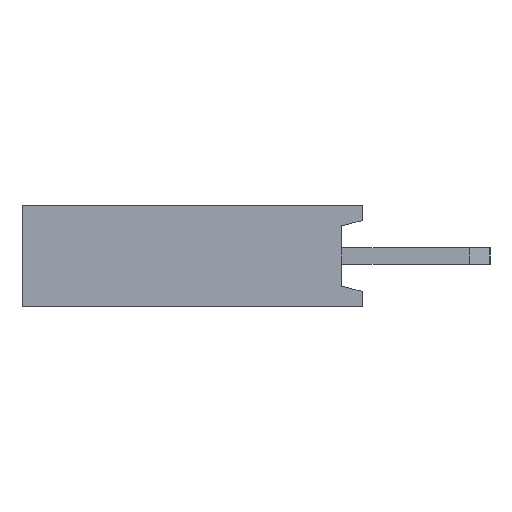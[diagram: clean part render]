
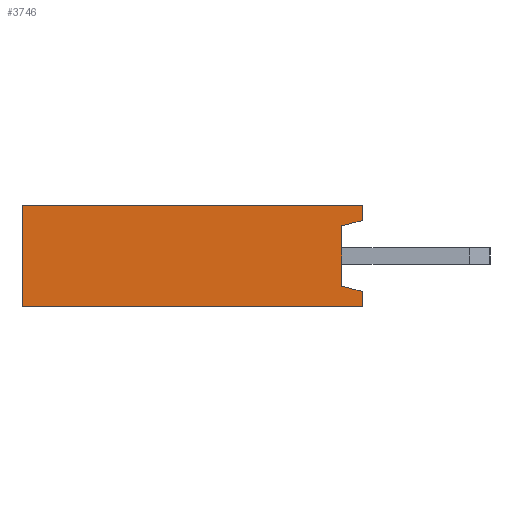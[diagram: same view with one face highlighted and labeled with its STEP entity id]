
A CAD part, left-side view. The second image highlights one B-rep face of the part: STEP entity #3746.
In plain terms, the highlighted planar face has unit normal (-1, 0, 0).
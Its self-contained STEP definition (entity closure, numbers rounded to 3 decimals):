
#13 = CARTESIAN_POINT ( 'NONE',  ( -18.034, 0., 0.889 ) ) ;
#169 = EDGE_CURVE ( 'NONE', #4155, #5660, #1489, .T. ) ;
#362 = CARTESIAN_POINT ( 'NONE',  ( -18.034, 0., -1.27 ) ) ;
#373 = VERTEX_POINT ( 'NONE', #3701 ) ;
#385 = ORIENTED_EDGE ( 'NONE', *, *, #7416, .T. ) ;
#523 = CARTESIAN_POINT ( 'NONE',  ( -18.034, 0.508, -0.753 ) ) ;
#663 = VERTEX_POINT ( 'NONE', #713 ) ;
#713 = CARTESIAN_POINT ( 'NONE',  ( -18.034, 0., 1.27 ) ) ;
#874 = DIRECTION ( 'NONE',  ( -1., 0., 0. ) ) ;
#995 = VERTEX_POINT ( 'NONE', #7267 ) ;
#1023 = VECTOR ( 'NONE', #4334, 1000. ) ;
#1047 = ORIENTED_EDGE ( 'NONE', *, *, #1048, .T. ) ;
#1048 = EDGE_CURVE ( 'NONE', #4716, #2120, #5605, .T. ) ;
#1093 = ORIENTED_EDGE ( 'NONE', *, *, #8166, .T. ) ;
#1130 = DIRECTION ( 'NONE',  ( 0., 1., 0. ) ) ;
#1389 = LINE ( 'NONE', #5937, #3546 ) ;
#1450 = VECTOR ( 'NONE', #1687, 1000. ) ;
#1489 = LINE ( 'NONE', #1890, #4048 ) ;
#1687 = DIRECTION ( 'NONE',  ( 0., 0., 1. ) ) ;
#1765 = CARTESIAN_POINT ( 'NONE',  ( -18.034, 8.509, 1.27 ) ) ;
#1839 = CARTESIAN_POINT ( 'NONE',  ( -18.034, 8.509, -1.27 ) ) ;
#1890 = CARTESIAN_POINT ( 'NONE',  ( -18.034, 8.509, -1.27 ) ) ;
#2120 = VERTEX_POINT ( 'NONE', #13 ) ;
#2140 = VECTOR ( 'NONE', #4458, 1000. ) ;
#2227 = LINE ( 'NONE', #4868, #3677 ) ;
#2507 = EDGE_CURVE ( 'NONE', #995, #4155, #5743, .T. ) ;
#2948 = ORIENTED_EDGE ( 'NONE', *, *, #169, .T. ) ;
#3358 = DIRECTION ( 'NONE',  ( 0., 0., 1. ) ) ;
#3381 = EDGE_CURVE ( 'NONE', #2120, #663, #4743, .T. ) ;
#3546 = VECTOR ( 'NONE', #5891, 1000. ) ;
#3677 = VECTOR ( 'NONE', #1130, 1000. ) ;
#3701 = CARTESIAN_POINT ( 'NONE',  ( -18.034, 0.508, -0.753 ) ) ;
#3746 = ADVANCED_FACE ( 'NONE', ( #6808 ), #8109, .T. ) ;
#3810 = LINE ( 'NONE', #523, #2140 ) ;
#3823 = VECTOR ( 'NONE', #3358, 1000. ) ;
#4048 = VECTOR ( 'NONE', #8072, 1000. ) ;
#4155 = VERTEX_POINT ( 'NONE', #1839 ) ;
#4330 = ORIENTED_EDGE ( 'NONE', *, *, #3381, .T. ) ;
#4334 = DIRECTION ( 'NONE',  ( 0., -0.966, 0.259 ) ) ;
#4458 = DIRECTION ( 'NONE',  ( 0., 0., 1. ) ) ;
#4616 = EDGE_LOOP ( 'NONE', ( #5824, #2948, #5446, #7780, #385, #1047, #4330, #1093 ) ) ;
#4716 = VERTEX_POINT ( 'NONE', #6774 ) ;
#4743 = LINE ( 'NONE', #7360, #3823 ) ;
#4868 = CARTESIAN_POINT ( 'NONE',  ( -18.034, 0., 1.27 ) ) ;
#5104 = DIRECTION ( 'NONE',  ( 0., 0., -1. ) ) ;
#5446 = ORIENTED_EDGE ( 'NONE', *, *, #7081, .T. ) ;
#5605 = LINE ( 'NONE', #6230, #1023 ) ;
#5660 = VERTEX_POINT ( 'NONE', #8323 ) ;
#5743 = LINE ( 'NONE', #1765, #8229 ) ;
#5824 = ORIENTED_EDGE ( 'NONE', *, *, #2507, .T. ) ;
#5891 = DIRECTION ( 'NONE',  ( 0., 0.966, 0.259 ) ) ;
#5937 = CARTESIAN_POINT ( 'NONE',  ( -18.034, 0., -0.889 ) ) ;
#6026 = CARTESIAN_POINT ( 'NONE',  ( -18.034, 0., 0. ) ) ;
#6230 = CARTESIAN_POINT ( 'NONE',  ( -18.034, 0.508, 0.753 ) ) ;
#6283 = LINE ( 'NONE', #362, #1450 ) ;
#6310 = AXIS2_PLACEMENT_3D ( 'NONE', #6026, #874, #8184 ) ;
#6774 = CARTESIAN_POINT ( 'NONE',  ( -18.034, 0.508, 0.753 ) ) ;
#6808 = FACE_OUTER_BOUND ( 'NONE', #4616, .T. ) ;
#7081 = EDGE_CURVE ( 'NONE', #5660, #7663, #6283, .T. ) ;
#7267 = CARTESIAN_POINT ( 'NONE',  ( -18.034, 8.509, 1.27 ) ) ;
#7360 = CARTESIAN_POINT ( 'NONE',  ( -18.034, 0., 0.889 ) ) ;
#7416 = EDGE_CURVE ( 'NONE', #373, #4716, #3810, .T. ) ;
#7663 = VERTEX_POINT ( 'NONE', #8426 ) ;
#7780 = ORIENTED_EDGE ( 'NONE', *, *, #8442, .T. ) ;
#8072 = DIRECTION ( 'NONE',  ( 0., -1., 0. ) ) ;
#8109 = PLANE ( 'NONE',  #6310 ) ;
#8166 = EDGE_CURVE ( 'NONE', #663, #995, #2227, .T. ) ;
#8184 = DIRECTION ( 'NONE',  ( 0., 0., 1. ) ) ;
#8229 = VECTOR ( 'NONE', #5104, 1000. ) ;
#8323 = CARTESIAN_POINT ( 'NONE',  ( -18.034, 0., -1.27 ) ) ;
#8426 = CARTESIAN_POINT ( 'NONE',  ( -18.034, 0., -0.889 ) ) ;
#8442 = EDGE_CURVE ( 'NONE', #7663, #373, #1389, .T. ) ;
